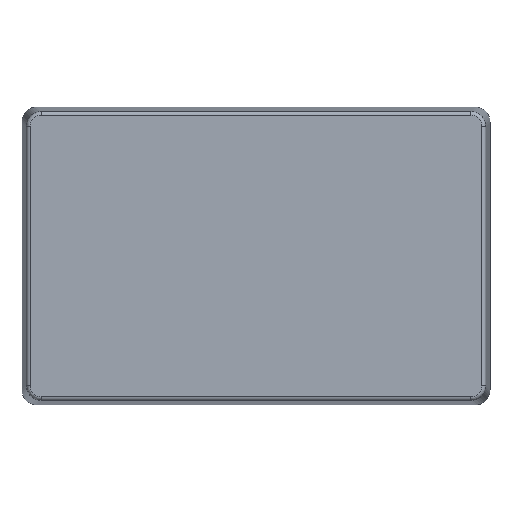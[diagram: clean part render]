
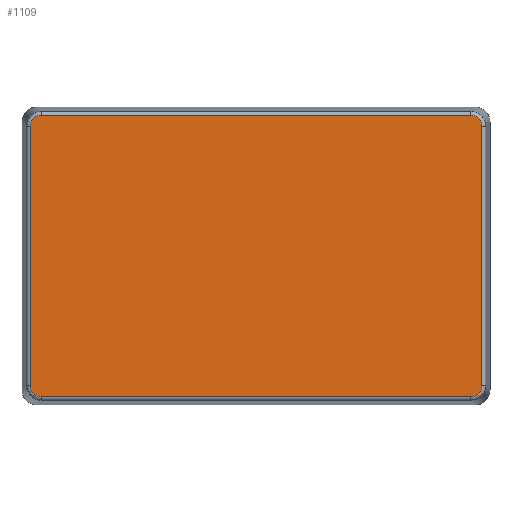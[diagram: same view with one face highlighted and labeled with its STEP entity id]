
A CAD part, front view. The second image highlights one B-rep face of the part: STEP entity #1109.
In plain terms, the highlighted planar face has unit normal (0, -1, 0).
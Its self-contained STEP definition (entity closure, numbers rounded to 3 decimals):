
#371 = VERTEX_POINT('',#372);
#372 = CARTESIAN_POINT('',(86.113,-52.,-56.486));
#379 = EDGE_CURVE('',#380,#371,#382,.T.);
#380 = VERTEX_POINT('',#381);
#381 = CARTESIAN_POINT('',(90.611,-52.,-51.988));
#382 = ELLIPSE('',#383,4.505,4.5);
#383 = AXIS2_PLACEMENT_3D('',#384,#385,#386);
#384 = CARTESIAN_POINT('',(86.108,-52.,-51.983));
#385 = DIRECTION('',(0.,1.,0.));
#386 = DIRECTION('',(0.707,0.,-0.707)
  );
#430 = VERTEX_POINT('',#431);
#431 = CARTESIAN_POINT('',(90.611,-52.,51.988));
#438 = EDGE_CURVE('',#430,#380,#439,.T.);
#439 = LINE('',#440,#441);
#440 = CARTESIAN_POINT('',(90.611,-52.,0.));
#441 = VECTOR('',#442,1.);
#442 = DIRECTION('',(0.,0.,-1.));
#456 = EDGE_CURVE('',#457,#430,#459,.T.);
#457 = VERTEX_POINT('',#458);
#458 = CARTESIAN_POINT('',(86.113,-52.,56.486));
#459 = ELLIPSE('',#460,4.505,4.5);
#460 = AXIS2_PLACEMENT_3D('',#461,#462,#463);
#461 = CARTESIAN_POINT('',(86.108,-52.,51.983));
#462 = DIRECTION('',(0.,1.,0.));
#463 = DIRECTION('',(0.707,0.,0.707)
  );
#509 = VERTEX_POINT('',#510);
#510 = CARTESIAN_POINT('',(-86.113,-52.,56.486));
#517 = EDGE_CURVE('',#509,#457,#518,.T.);
#518 = LINE('',#519,#520);
#519 = CARTESIAN_POINT('',(0.,-52.,56.486));
#520 = VECTOR('',#521,1.);
#521 = DIRECTION('',(1.,0.,0.));
#1064 = EDGE_CURVE('',#371,#1065,#1067,.T.);
#1065 = VERTEX_POINT('',#1066);
#1066 = CARTESIAN_POINT('',(-86.113,-52.,-56.486));
#1067 = LINE('',#1068,#1069);
#1068 = CARTESIAN_POINT('',(0.,-52.,-56.486));
#1069 = VECTOR('',#1070,1.);
#1070 = DIRECTION('',(-1.,0.,0.));
#1109 = ADVANCED_FACE('',(#1110),#1141,.F.);
#1110 = FACE_BOUND('',#1111,.T.);
#1111 = EDGE_LOOP('',(#1112,#1113,#1114,#1115,#1116,#1117,#1126,#1134));
#1112 = ORIENTED_EDGE('',*,*,#1064,.F.);
#1113 = ORIENTED_EDGE('',*,*,#379,.F.);
#1114 = ORIENTED_EDGE('',*,*,#438,.F.);
#1115 = ORIENTED_EDGE('',*,*,#456,.F.);
#1116 = ORIENTED_EDGE('',*,*,#517,.F.);
#1117 = ORIENTED_EDGE('',*,*,#1118,.F.);
#1118 = EDGE_CURVE('',#1119,#509,#1121,.T.);
#1119 = VERTEX_POINT('',#1120);
#1120 = CARTESIAN_POINT('',(-90.611,-52.,51.988));
#1121 = ELLIPSE('',#1122,4.505,4.5);
#1122 = AXIS2_PLACEMENT_3D('',#1123,#1124,#1125);
#1123 = CARTESIAN_POINT('',(-86.108,-52.,51.983));
#1124 = DIRECTION('',(0.,1.,0.));
#1125 = DIRECTION('',(-0.707,0.,0.707
    ));
#1126 = ORIENTED_EDGE('',*,*,#1127,.F.);
#1127 = EDGE_CURVE('',#1128,#1119,#1130,.T.);
#1128 = VERTEX_POINT('',#1129);
#1129 = CARTESIAN_POINT('',(-90.611,-52.,-51.988));
#1130 = LINE('',#1131,#1132);
#1131 = CARTESIAN_POINT('',(-90.611,-52.,0.));
#1132 = VECTOR('',#1133,1.);
#1133 = DIRECTION('',(0.,0.,1.));
#1134 = ORIENTED_EDGE('',*,*,#1135,.F.);
#1135 = EDGE_CURVE('',#1065,#1128,#1136,.T.);
#1136 = ELLIPSE('',#1137,4.505,4.5);
#1137 = AXIS2_PLACEMENT_3D('',#1138,#1139,#1140);
#1138 = CARTESIAN_POINT('',(-86.108,-52.,-51.983));
#1139 = DIRECTION('',(0.,1.,0.));
#1140 = DIRECTION('',(-0.707,0.,-0.707
    ));
#1141 = PLANE('',#1142);
#1142 = AXIS2_PLACEMENT_3D('',#1143,#1144,#1145);
#1143 = CARTESIAN_POINT('',(0.,-52.,0.)
  );
#1144 = DIRECTION('',(0.,1.,0.));
#1145 = DIRECTION('',(1.,0.,0.));
